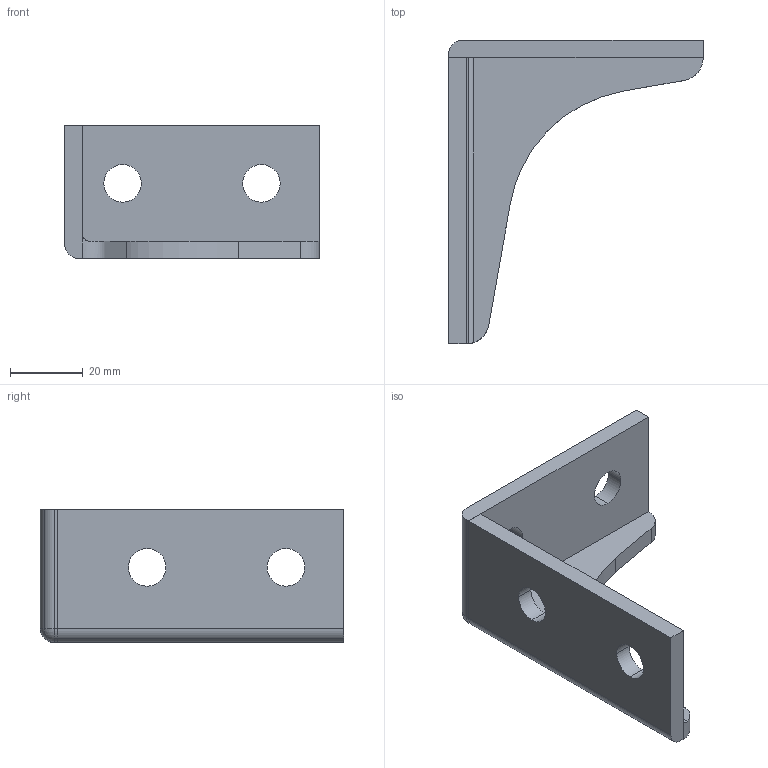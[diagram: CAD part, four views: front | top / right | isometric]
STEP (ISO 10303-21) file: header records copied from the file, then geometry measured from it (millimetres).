
FILE_DESCRIPTION(('TurboCAD Mac Pro'),'Build 980');
FILE_NAME('A1331.stp',' ',(''),(''),'ACIS Interop','IMSI','TurboCAD Mac Pro BY IMSI, INCORPORATED');
FILE_SCHEMA(('automotive_design'));
Length unit declared in the file: inch
Products named in the file (2): 1; 2
Bounding box: 69.85 x 83.35 x 36.51 mm (x, y, z)
Volume: 30983.1 mm3; surface area: 16042.6 mm2
Topology: 2 solids, 2 shells, 47 faces, 124 edges, 79 vertices
Faces by surface type: bspline 19, plane 16, cylinder 10, sphere 2
Entity records: 2298 total; most frequent: CARTESIAN_POINT 517, ORIENTED_EDGE 244, DIRECTION 161, EDGE_CURVE 122, STYLED_ITEM 111, PRESENTATION_STYLE_ASSIGNMENT 111, COLOUR_RGB 111, VERTEX_POINT 79
